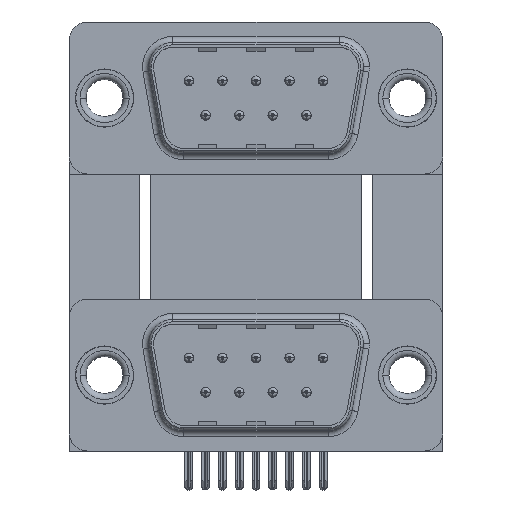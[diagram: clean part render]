
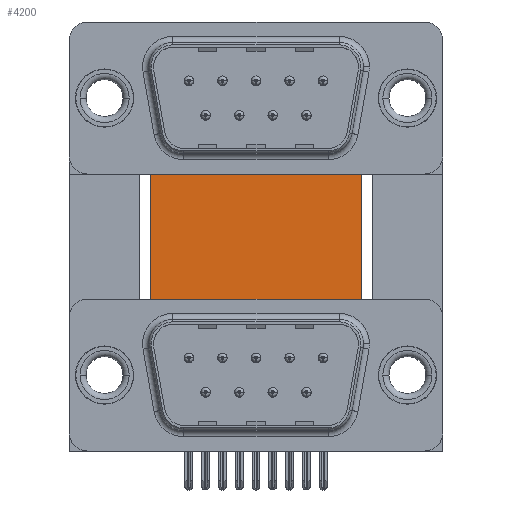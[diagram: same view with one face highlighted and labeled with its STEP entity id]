
A CAD part, top view. The second image highlights one B-rep face of the part: STEP entity #4200.
In plain terms, the highlighted planar face has unit normal (0, 0, 1).
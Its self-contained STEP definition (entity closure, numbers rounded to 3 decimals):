
#66 = VERTEX_POINT ( 'NONE', #5925 ) ;
#252 = VECTOR ( 'NONE', #10213, 1000. ) ;
#284 = DIRECTION ( 'NONE',  ( 0., -1., 0. ) ) ;
#492 = FACE_OUTER_BOUND ( 'NONE', #16455, .T. ) ;
#678 = DIRECTION ( 'NONE',  ( -0.336, 0.942, 0. ) ) ;
#1308 = VECTOR ( 'NONE', #678, 1000. ) ;
#1365 = CARTESIAN_POINT ( 'NONE',  ( 3.79, 16.585, -12. ) ) ;
#1404 = VECTOR ( 'NONE', #13698, 1000. ) ;
#1511 = VECTOR ( 'NONE', #284, 1000. ) ;
#2012 = CARTESIAN_POINT ( 'NONE',  ( 2.9, -4.635, -12. ) ) ;
#2659 = VECTOR ( 'NONE', #14194, 1000. ) ;
#3371 = ORIENTED_EDGE ( 'NONE', *, *, #13893, .F. ) ;
#3565 = CARTESIAN_POINT ( 'NONE',  ( 2.4, -4.635, -12. ) ) ;
#3590 = LINE ( 'NONE', #1365, #10132 ) ;
#3602 = EDGE_CURVE ( 'NONE', #14273, #21304, #3590, .T. ) ;
#3775 = EDGE_CURVE ( 'NONE', #20323, #20794, #12640, .T. ) ;
#4200 = ADVANCED_FACE ( 'NONE', ( #492 ), #18166, .F. ) ;
#4645 = CARTESIAN_POINT ( 'NONE',  ( 22.09, -4.635, -12. ) ) ;
#4796 = ORIENTED_EDGE ( 'NONE', *, *, #13260, .T. ) ;
#5326 = DIRECTION ( 'NONE',  ( -1., 0., 0. ) ) ;
#5478 = ORIENTED_EDGE ( 'NONE', *, *, #3775, .T. ) ;
#5558 = LINE ( 'NONE', #19685, #20562 ) ;
#5791 = VERTEX_POINT ( 'NONE', #8728 ) ;
#5925 = CARTESIAN_POINT ( 'NONE',  ( 2.9, -4.635, -12. ) ) ;
#7032 = CARTESIAN_POINT ( 'NONE',  ( 2.9, -3.735, -12. ) ) ;
#7367 = LINE ( 'NONE', #22551, #20719 ) ;
#7446 = ORIENTED_EDGE ( 'NONE', *, *, #12457, .T. ) ;
#7551 = DIRECTION ( 'NONE',  ( 1., 0., 0. ) ) ;
#7667 = ORIENTED_EDGE ( 'NONE', *, *, #21276, .T. ) ;
#7758 = CARTESIAN_POINT ( 'NONE',  ( 22.59, -4.635, -12. ) ) ;
#7940 = DIRECTION ( 'NONE',  ( 1., 0., 0. ) ) ;
#8728 = CARTESIAN_POINT ( 'NONE',  ( 2.9, -3.735, -12. ) ) ;
#9293 = CARTESIAN_POINT ( 'NONE',  ( 3.79, -0.735, -12. ) ) ;
#9588 = CARTESIAN_POINT ( 'NONE',  ( 21.2, -0.735, -12. ) ) ;
#9759 = VECTOR ( 'NONE', #7551, 1000. ) ;
#9971 = ORIENTED_EDGE ( 'NONE', *, *, #3602, .F. ) ;
#10132 = VECTOR ( 'NONE', #17381, 1000. ) ;
#10138 = EDGE_CURVE ( 'NONE', #22378, #18895, #14919, .T. ) ;
#10213 = DIRECTION ( 'NONE',  ( 0., -1., 0. ) ) ;
#10296 = CARTESIAN_POINT ( 'NONE',  ( 2.4, -4.635, -12. ) ) ;
#10320 = VERTEX_POINT ( 'NONE', #10296 ) ;
#10847 = CARTESIAN_POINT ( 'NONE',  ( 21.2, 16.585, -12. ) ) ;
#10946 = LINE ( 'NONE', #2012, #9759 ) ;
#11858 = LINE ( 'NONE', #18933, #252 ) ;
#12191 = ORIENTED_EDGE ( 'NONE', *, *, #19738, .T. ) ;
#12382 = DIRECTION ( 'NONE',  ( -0.336, -0.942, 0. ) ) ;
#12457 = EDGE_CURVE ( 'NONE', #20794, #22378, #22573, .T. ) ;
#12640 = LINE ( 'NONE', #20199, #1511 ) ;
#12715 = DIRECTION ( 'NONE',  ( 0., -1., 0. ) ) ;
#13260 = EDGE_CURVE ( 'NONE', #14273, #17833, #5558, .T. ) ;
#13583 = VECTOR ( 'NONE', #12382, 1000. ) ;
#13698 = DIRECTION ( 'NONE',  ( 1., 0., 0. ) ) ;
#13893 = EDGE_CURVE ( 'NONE', #21304, #18895, #11858, .T. ) ;
#14194 = DIRECTION ( 'NONE',  ( 0., 1., 0. ) ) ;
#14273 = VERTEX_POINT ( 'NONE', #19342 ) ;
#14613 = DIRECTION ( 'NONE',  ( 0., 0., -1. ) ) ;
#14730 = CARTESIAN_POINT ( 'NONE',  ( 3.79, 16.585, -12. ) ) ;
#14919 = LINE ( 'NONE', #7758, #1308 ) ;
#15688 = LINE ( 'NONE', #3565, #13583 ) ;
#16455 = EDGE_LOOP ( 'NONE', ( #12191, #5478, #7446, #23266, #3371, #9971, #4796, #7667, #23209, #22788 ) ) ;
#17381 = DIRECTION ( 'NONE',  ( 1., 0., 0. ) ) ;
#17833 = VERTEX_POINT ( 'NONE', #9293 ) ;
#18049 = AXIS2_PLACEMENT_3D ( 'NONE', #14730, #14613, #5326 ) ;
#18166 = PLANE ( 'NONE',  #18049 ) ;
#18252 = EDGE_CURVE ( 'NONE', #66, #5791, #23191, .T. ) ;
#18895 = VERTEX_POINT ( 'NONE', #9588 ) ;
#18933 = CARTESIAN_POINT ( 'NONE',  ( 21.2, 16.585, -12. ) ) ;
#18995 = EDGE_CURVE ( 'NONE', #10320, #66, #10946, .T. ) ;
#19169 = CARTESIAN_POINT ( 'NONE',  ( 22.09, -4.635, -12. ) ) ;
#19342 = CARTESIAN_POINT ( 'NONE',  ( 3.79, 16.585, -12. ) ) ;
#19685 = CARTESIAN_POINT ( 'NONE',  ( 3.79, 16.585, -12. ) ) ;
#19738 = EDGE_CURVE ( 'NONE', #5791, #20323, #7367, .T. ) ;
#20199 = CARTESIAN_POINT ( 'NONE',  ( 22.09, -3.735, -12. ) ) ;
#20323 = VERTEX_POINT ( 'NONE', #20640 ) ;
#20562 = VECTOR ( 'NONE', #12715, 1000. ) ;
#20640 = CARTESIAN_POINT ( 'NONE',  ( 22.09, -3.735, -12. ) ) ;
#20719 = VECTOR ( 'NONE', #7940, 1000. ) ;
#20794 = VERTEX_POINT ( 'NONE', #19169 ) ;
#20815 = CARTESIAN_POINT ( 'NONE',  ( 22.59, -4.635, -12. ) ) ;
#21276 = EDGE_CURVE ( 'NONE', #17833, #10320, #15688, .T. ) ;
#21304 = VERTEX_POINT ( 'NONE', #10847 ) ;
#22378 = VERTEX_POINT ( 'NONE', #20815 ) ;
#22551 = CARTESIAN_POINT ( 'NONE',  ( 3.79, -3.735, -12. ) ) ;
#22573 = LINE ( 'NONE', #4645, #1404 ) ;
#22788 = ORIENTED_EDGE ( 'NONE', *, *, #18252, .T. ) ;
#23191 = LINE ( 'NONE', #7032, #2659 ) ;
#23209 = ORIENTED_EDGE ( 'NONE', *, *, #18995, .T. ) ;
#23266 = ORIENTED_EDGE ( 'NONE', *, *, #10138, .T. ) ;
